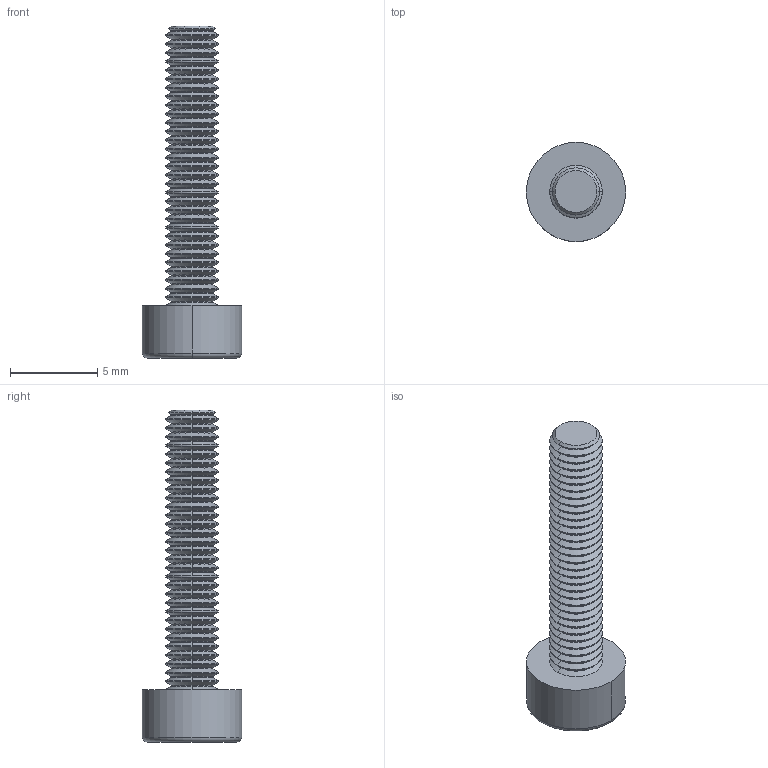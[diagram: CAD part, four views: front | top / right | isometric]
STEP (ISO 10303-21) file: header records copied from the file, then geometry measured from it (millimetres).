
FILE_DESCRIPTION (( 'STEP AP203' ), '1' );
FILE_NAME ('091202__3_16-mattssons.step', '2016-09-10T23:27:08', ( '' ), ( '' ), 'SwSTEP 2.0', 'SolidWorks 2008', '' );
FILE_SCHEMA (( 'CONFIG_CONTROL_DESIGN' ));
Length unit declared in the file: millimetre
Products named in the file (1): 091202__3_16-mattssons
Bounding box: 5.68 x 5.68 x 19 mm (x, y, z)
Volume: 158 mm3; surface area: 344.6 mm2
Topology: 1 solids, 1 shells, 334 faces, 794 edges, 464 vertices
Faces by surface type: torus 130, cone 130, cylinder 64, plane 10
Entity records: 9829 total; most frequent: DIRECTION 2046, CARTESIAN_POINT 1593, ORIENTED_EDGE 1588, AXIS2_PLACEMENT_3D 917, EDGE_CURVE 794, CIRCLE 582, VERTEX_POINT 464, EDGE_LOOP 336
